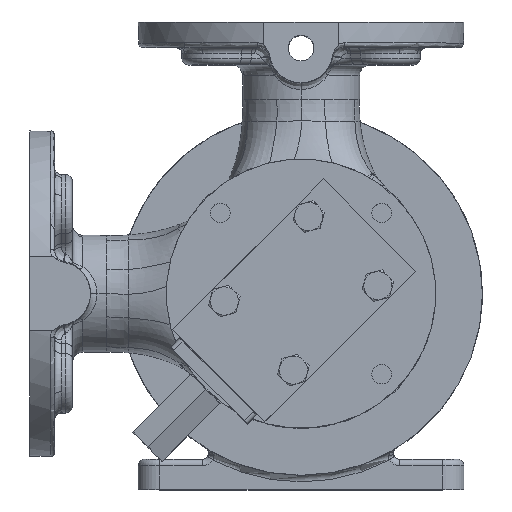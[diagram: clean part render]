
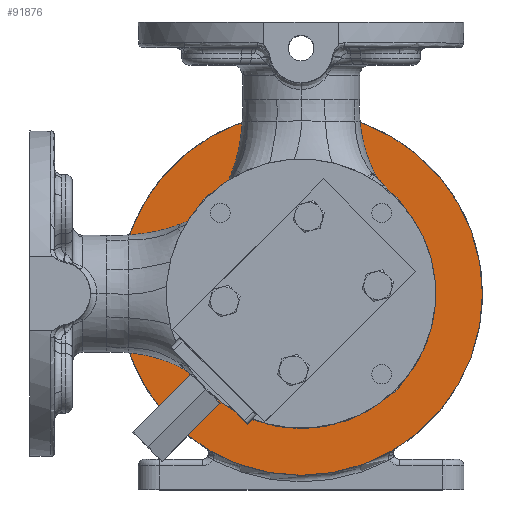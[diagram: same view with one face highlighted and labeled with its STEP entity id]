
A CAD part, top view. The second image highlights one B-rep face of the part: STEP entity #91876.
In plain terms, the highlighted planar face has unit normal (0, 0, 1).
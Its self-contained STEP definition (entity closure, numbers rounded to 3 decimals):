
#25479=CARTESIAN_POINT('',(0.,0.,126.));
#25480=DIRECTION('',(0.,0.,-1.));
#25481=DIRECTION('',(0.,1.,0.));
#25482=AXIS2_PLACEMENT_3D('',#25479,#25480,#25481);
#25484=CARTESIAN_POINT('',(0.,0.,126.));
#25485=DIRECTION('',(0.,0.,1.));
#25486=DIRECTION('',(0.,1.,0.));
#25487=AXIS2_PLACEMENT_3D('',#25484,#25485,#25486);
#25493=CARTESIAN_POINT('',(0.,0.,126.));
#25494=DIRECTION('',(0.,0.,1.));
#25495=DIRECTION('',(0.,1.,0.));
#25496=AXIS2_PLACEMENT_3D('',#25493,#25494,#25495);
#25684=CARTESIAN_POINT('',(0.,0.,126.));
#25685=DIRECTION('',(0.,0.,-1.));
#25686=DIRECTION('',(0.,1.,0.));
#25687=AXIS2_PLACEMENT_3D('',#25684,#25685,#25686);
#32567=CARTESIAN_POINT('',(0.,62.,126.));
#32569=VERTEX_POINT('',#32567);
#32571=CARTESIAN_POINT('',(0.,-62.,126.));
#32573=VERTEX_POINT('',#32571);
#32574=CARTESIAN_POINT('',(0.,83.5,126.));
#32575=CARTESIAN_POINT('',(0.,-83.5,126.));
#32576=VERTEX_POINT('',#32574);
#32577=VERTEX_POINT('',#32575);
#91861=CARTESIAN_POINT('',(0.,0.,126.));
#91862=DIRECTION('',(0.,0.,-1.));
#91863=DIRECTION('',(0.,1.,0.));
#91864=AXIS2_PLACEMENT_3D('',#91861,#91862,#91863);
#91865=PLANE('',#91864);
#91867=ORIENTED_EDGE('',*,*,#91866,.F.);
#91869=ORIENTED_EDGE('',*,*,#91868,.T.);
#91870=EDGE_LOOP('',(#91867,#91869));
#91871=FACE_OUTER_BOUND('',#91870,.F.);
#91872=ORIENTED_EDGE('',*,*,#91854,.F.);
#91873=ORIENTED_EDGE('',*,*,#91843,.T.);
#91874=EDGE_LOOP('',(#91872,#91873));
#91875=FACE_BOUND('',#91874,.F.);
#91876=ADVANCED_FACE('',(#91871,#91875),#91865,.F.);
#25483=CIRCLE('',#25482,62.);
#25488=CIRCLE('',#25487,62.);
#25497=CIRCLE('',#25496,83.5);
#25688=CIRCLE('',#25687,83.5);
#91843=EDGE_CURVE('',#32569,#32573,#25488,.T.);
#91854=EDGE_CURVE('',#32569,#32573,#25483,.T.);
#91866=EDGE_CURVE('',#32576,#32577,#25497,.T.);
#91868=EDGE_CURVE('',#32576,#32577,#25688,.T.);
